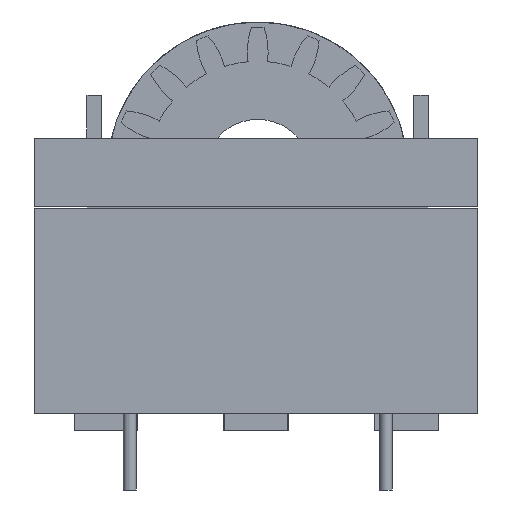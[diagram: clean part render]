
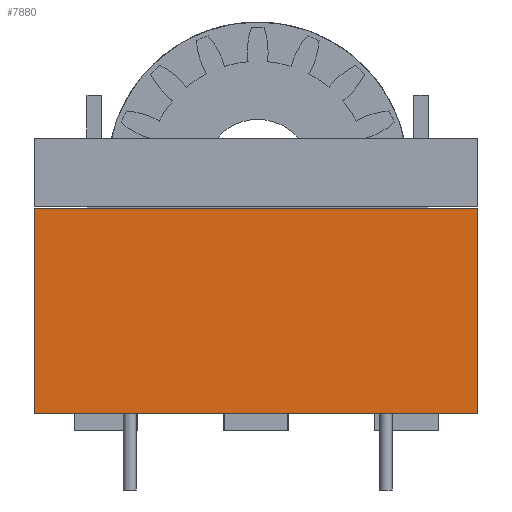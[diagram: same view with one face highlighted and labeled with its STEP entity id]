
A CAD part, left-side view. The second image highlights one B-rep face of the part: STEP entity #7880.
In plain terms, the highlighted planar face has unit normal (-1, 0, 0).
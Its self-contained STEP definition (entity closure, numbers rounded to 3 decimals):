
#1997=ORIENTED_EDGE('',*,*,#2092,.T.);
#1998=ORIENTED_EDGE('',*,*,#2106,.T.);
#1999=ORIENTED_EDGE('',*,*,#2252,.F.);
#2000=ORIENTED_EDGE('',*,*,#2155,.F.);
#2092=EDGE_CURVE('',#2923,#2924,#3474,.T.);
#2106=EDGE_CURVE('',#2924,#2935,#3488,.T.);
#2155=EDGE_CURVE('',#2923,#2981,#3533,.T.);
#2252=EDGE_CURVE('',#2981,#2935,#3617,.T.);
#2923=VERTEX_POINT('',#10073);
#2924=VERTEX_POINT('',#10074);
#2935=VERTEX_POINT('',#10103);
#2981=VERTEX_POINT('',#10199);
#3474=LINE('',#10072,#4055);
#3488=LINE('',#10102,#4069);
#3533=LINE('',#10198,#4114);
#3617=LINE('',#10391,#4198);
#4055=VECTOR('',#8461,1000.);
#4069=VECTOR('',#8483,1000.);
#4114=VECTOR('',#8538,1000.);
#4198=VECTOR('',#8676,1000.);
#4915=EDGE_LOOP('',(#1997,#1998,#1999,#2000));
#5257=FACE_BOUND('',#4915,.T.);
#5464=PLANE('',#8380);
#7880=ADVANCED_FACE('',(#5257),#5464,.F.);
#8380=AXIS2_PLACEMENT_3D('',#33379,#9937,#9938);
#8461=DIRECTION('',(0.,0.,-1.));
#8483=DIRECTION('',(0.,-1.,0.));
#8538=DIRECTION('',(0.,-1.,0.));
#8676=DIRECTION('',(0.,0.,-1.));
#9937=DIRECTION('',(1.,0.,0.));
#9938=DIRECTION('',(0.,0.,-1.));
#10072=CARTESIAN_POINT('',(-6.,13.1,3.888));
#10073=CARTESIAN_POINT('',(-6.,13.1,-2.1));
#10074=CARTESIAN_POINT('',(-6.,13.1,-14.11));
#10102=CARTESIAN_POINT('',(-6.,9.13,-14.11));
#10103=CARTESIAN_POINT('',(-6.,-12.9,-14.11));
#10198=CARTESIAN_POINT('',(-6.,0.,-2.1));
#10199=CARTESIAN_POINT('',(-6.,-12.9,-2.1));
#10391=CARTESIAN_POINT('',(-6.,-12.9,3.888));
#33379=CARTESIAN_POINT('',(-6.,9.13,3.888));
